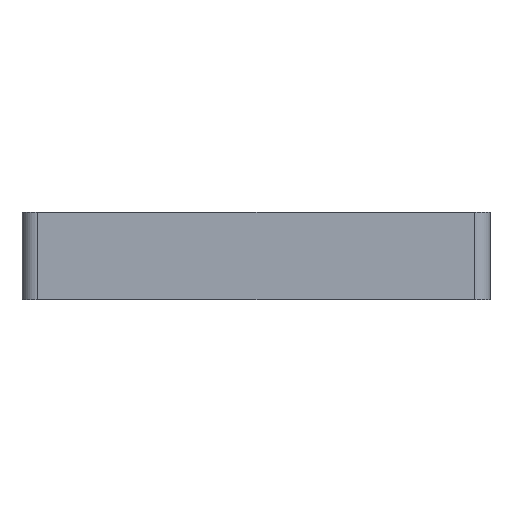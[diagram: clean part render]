
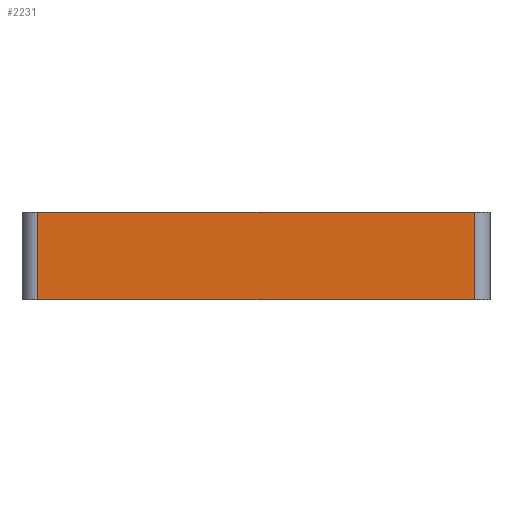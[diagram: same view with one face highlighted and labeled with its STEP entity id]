
A CAD part, front view. The second image highlights one B-rep face of the part: STEP entity #2231.
In plain terms, the highlighted planar face has unit normal (0, -1, 0).
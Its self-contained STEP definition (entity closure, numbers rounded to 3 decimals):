
#225 = LINE ( 'NONE', #938, #236 ) ;
#231 = LINE ( 'NONE', #932, #234 ) ;
#234 = VECTOR ( 'NONE', #931, 1000. ) ;
#235 = LINE ( 'NONE', #929, #238 ) ;
#236 = VECTOR ( 'NONE', #930, 1000. ) ;
#237 = LINE ( 'NONE', #925, #240 ) ;
#238 = VECTOR ( 'NONE', #927, 1000. ) ;
#240 = VECTOR ( 'NONE', #923, 1000. ) ;
#630 = CARTESIAN_POINT ( 'NONE',  ( 29., 0., 5.6 ) ) ;
#646 = CARTESIAN_POINT ( 'NONE',  ( 1., 0., 0. ) ) ;
#683 = CARTESIAN_POINT ( 'NONE',  ( 1., 0., 5.6 ) ) ;
#821 = CARTESIAN_POINT ( 'NONE',  ( 29., 0., 0. ) ) ;
#923 = DIRECTION ( 'NONE',  ( 0., 0., 1. ) ) ;
#925 = CARTESIAN_POINT ( 'NONE',  ( 29., 0., 5.6 ) ) ;
#927 = DIRECTION ( 'NONE',  ( -1., 0., 0. ) ) ;
#929 = CARTESIAN_POINT ( 'NONE',  ( 30., 0., 0. ) ) ;
#930 = DIRECTION ( 'NONE',  ( 0., 0., -1. ) ) ;
#931 = DIRECTION ( 'NONE',  ( -1., 0., 0. ) ) ;
#932 = CARTESIAN_POINT ( 'NONE',  ( 30., 0., 5.6 ) ) ;
#938 = CARTESIAN_POINT ( 'NONE',  ( 1., 0., 5.6 ) ) ;
#1138 = EDGE_CURVE ( 'NONE', #1699, #1681, #231, .T. ) ;
#1139 = EDGE_CURVE ( 'NONE', #1681, #1690, #225, .T. ) ;
#1140 = EDGE_CURVE ( 'NONE', #1786, #1690, #235, .T. ) ;
#1141 = EDGE_CURVE ( 'NONE', #1786, #1699, #237, .T. ) ;
#1273 = FACE_OUTER_BOUND ( 'NONE', #1447, .T. ) ;
#1447 = EDGE_LOOP ( 'NONE', ( #1478, #1477, #1476, #1475 ) ) ;
#1475 = ORIENTED_EDGE ( 'NONE', *, *, #1141, .T. ) ;
#1476 = ORIENTED_EDGE ( 'NONE', *, *, #1140, .F. ) ;
#1477 = ORIENTED_EDGE ( 'NONE', *, *, #1139, .T. ) ;
#1478 = ORIENTED_EDGE ( 'NONE', *, *, #1138, .T. ) ;
#1632 = AXIS2_PLACEMENT_3D ( 'NONE', #2570, #2565, #2563 ) ;
#1681 = VERTEX_POINT ( 'NONE', #683 ) ;
#1690 = VERTEX_POINT ( 'NONE', #646 ) ;
#1699 = VERTEX_POINT ( 'NONE', #630 ) ;
#1786 = VERTEX_POINT ( 'NONE', #821 ) ;
#2231 = ADVANCED_FACE ( 'NONE', ( #1273 ), #2571, .T. ) ;
#2563 = DIRECTION ( 'NONE',  ( 0., 0., -1. ) ) ;
#2565 = DIRECTION ( 'NONE',  ( 0., -1., 0. ) ) ;
#2570 = CARTESIAN_POINT ( 'NONE',  ( 30., 0., 5.6 ) ) ;
#2571 = PLANE ( 'NONE',  #1632 ) ;
